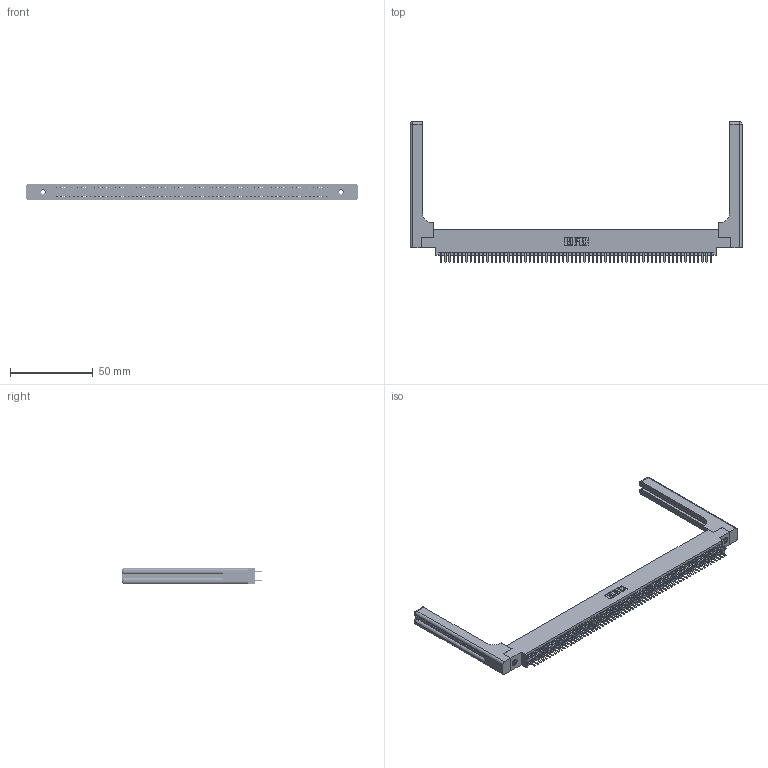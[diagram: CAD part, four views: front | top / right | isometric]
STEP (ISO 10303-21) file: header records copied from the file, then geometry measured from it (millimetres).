
FILE_DESCRIPTION (( 'STEP AP203' ), '1' );
FILE_NAME ('395-130-520-858.STEP', '2019-10-28T21:46:21', ( '' ), ( '' ), 'SwSTEP 2.0', 'SolidWorks 2016', '' );
FILE_SCHEMA (( 'CONFIG_CONTROL_DESIGN' ));
Length unit declared in the file: inch
Products named in the file (5): 345-250-001_345-250-001-102; 345-220-058_345-220-058; 395-130-520-858; 345 Part_0.170 Offset - 0.156 Dia-TH; 345-292-001_345-293-120
Assembly tree (135 placements, depth 2):
  395-130-520-858
    345 Part_0.170 Offset - 0.156 Dia-TH
    345-292-001_345-293-120  x130
    345-250-001_345-250-001-102  x2
    345-220-058_345-220-058  x2
Bounding box: 200.13 x 84.96 x 9.4 mm (x, y, z)
Volume: 27958.6 mm3; surface area: 34326.1 mm2
Topology: 135 solids, 135 shells, 7406 faces, 21429 edges, 13918 vertices
Faces by surface type: plane 4782, cylinder 2564, bspline 36, cone 12, sphere 8, torus 4
Entity records: 53332 total; most frequent: CARTESIAN_POINT 9925, ORIENTED_EDGE 8644, DIRECTION 7642, EDGE_CURVE 4322, VECTOR 3834, LINE 3834, VERTEX_POINT 2870, AXIS2_PLACEMENT_3D 1904
